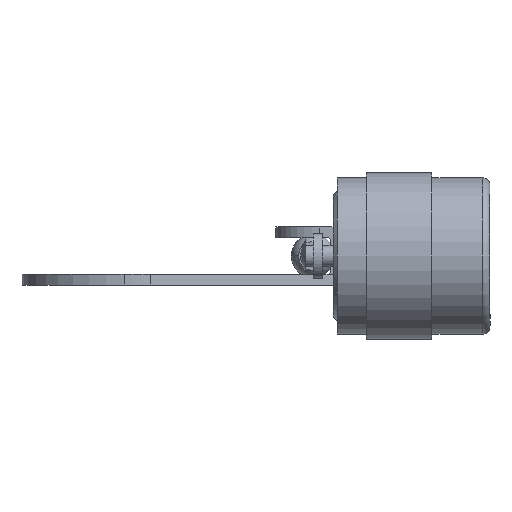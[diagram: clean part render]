
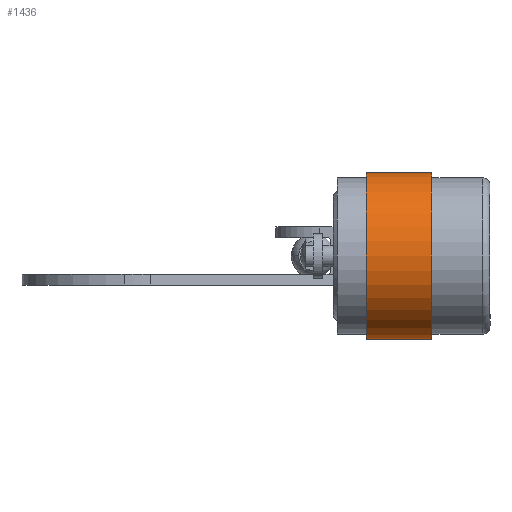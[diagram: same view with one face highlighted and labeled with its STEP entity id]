
A CAD part, left-side view. The second image highlights one B-rep face of the part: STEP entity #1436.
In plain terms, the highlighted cylindrical face has radius 5.842 mm (diameter 11.684 mm), a partial arc.
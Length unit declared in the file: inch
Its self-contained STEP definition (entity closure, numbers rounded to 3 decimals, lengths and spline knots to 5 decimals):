
#35 = LINE ( 'NONE', #1853, #2863 ) ;
#88 = ORIENTED_EDGE ( 'NONE', *, *, #949, .T. ) ;
#511 = CARTESIAN_POINT ( 'NONE',  ( -0.16, 0., 0. ) ) ;
#691 = VERTEX_POINT ( 'NONE', #4084 ) ;
#723 = ORIENTED_EDGE ( 'NONE', *, *, #4028, .T. ) ;
#811 = CIRCLE ( 'NONE', #4880, 0.23 ) ;
#949 = EDGE_CURVE ( 'NONE', #4278, #691, #2416, .T. ) ;
#1026 = DIRECTION ( 'NONE',  ( 0., 0., 1. ) ) ;
#1048 = CARTESIAN_POINT ( 'NONE',  ( -0.34, 0., 0.23 ) ) ;
#1283 = ORIENTED_EDGE ( 'NONE', *, *, #1416, .F. ) ;
#1416 = EDGE_CURVE ( 'NONE', #3105, #3011, #811, .T. ) ;
#1436 = ADVANCED_FACE ( 'NONE', ( #2944 ), #1905, .T. ) ;
#1649 = DIRECTION ( 'NONE',  ( 0., 0., 1. ) ) ;
#1853 = CARTESIAN_POINT ( 'NONE',  ( -0.50881, 0., -0.23 ) ) ;
#1905 = CYLINDRICAL_SURFACE ( 'NONE', #3847, 0.23 ) ;
#2096 = AXIS2_PLACEMENT_3D ( 'NONE', #511, #3556, #1649 ) ;
#2113 = LINE ( 'NONE', #3664, #3990 ) ;
#2266 = CARTESIAN_POINT ( 'NONE',  ( -0.50881, 0., 0. ) ) ;
#2416 = CIRCLE ( 'NONE', #2096, 0.23 ) ;
#2625 = EDGE_CURVE ( 'NONE', #4278, #3105, #35, .T. ) ;
#2630 = DIRECTION ( 'NONE',  ( -1., 0., 0. ) ) ;
#2661 = CARTESIAN_POINT ( 'NONE',  ( -0.34, 0., 0. ) ) ;
#2863 = VECTOR ( 'NONE', #2630, 39.37008 ) ;
#2922 = DIRECTION ( 'NONE',  ( -1., 0., 0. ) ) ;
#2944 = FACE_OUTER_BOUND ( 'NONE', #3501, .T. ) ;
#2965 = CARTESIAN_POINT ( 'NONE',  ( -0.34, 0., -0.23 ) ) ;
#3011 = VERTEX_POINT ( 'NONE', #1048 ) ;
#3105 = VERTEX_POINT ( 'NONE', #2965 ) ;
#3433 = DIRECTION ( 'NONE',  ( -1., 0., 0. ) ) ;
#3501 = EDGE_LOOP ( 'NONE', ( #4789, #88, #723, #1283 ) ) ;
#3556 = DIRECTION ( 'NONE',  ( -1., 0., 0. ) ) ;
#3664 = CARTESIAN_POINT ( 'NONE',  ( -0.50881, 0., 0.23 ) ) ;
#3847 = AXIS2_PLACEMENT_3D ( 'NONE', #2266, #3433, #4461 ) ;
#3925 = CARTESIAN_POINT ( 'NONE',  ( -0.16, 0., -0.23 ) ) ;
#3990 = VECTOR ( 'NONE', #4057, 39.37008 ) ;
#4028 = EDGE_CURVE ( 'NONE', #691, #3011, #2113, .T. ) ;
#4057 = DIRECTION ( 'NONE',  ( -1., 0., 0. ) ) ;
#4084 = CARTESIAN_POINT ( 'NONE',  ( -0.16, 0., 0.23 ) ) ;
#4278 = VERTEX_POINT ( 'NONE', #3925 ) ;
#4461 = DIRECTION ( 'NONE',  ( 0., 0., 1. ) ) ;
#4789 = ORIENTED_EDGE ( 'NONE', *, *, #2625, .F. ) ;
#4880 = AXIS2_PLACEMENT_3D ( 'NONE', #2661, #2922, #1026 ) ;
